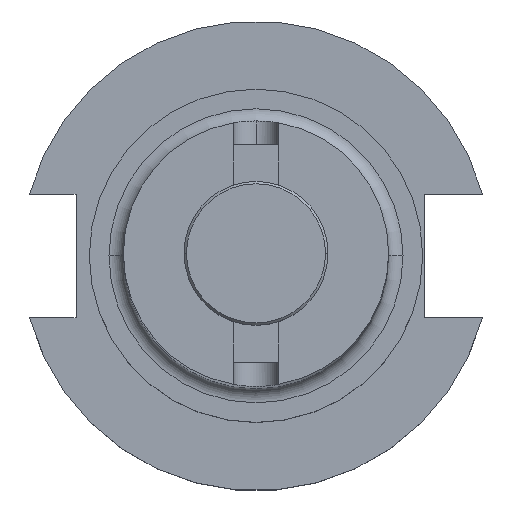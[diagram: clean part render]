
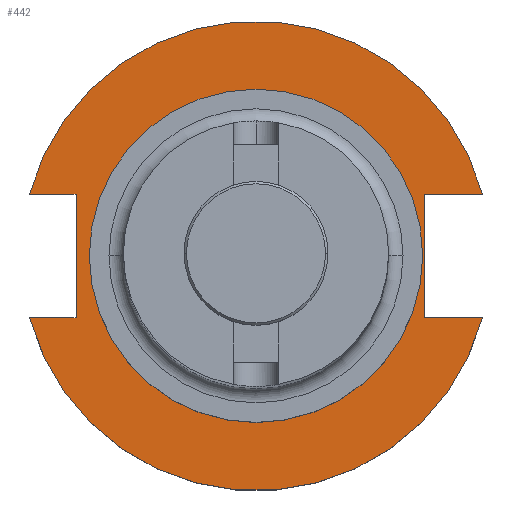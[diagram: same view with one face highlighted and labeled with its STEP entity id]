
A CAD part, top view. The second image highlights one B-rep face of the part: STEP entity #442.
In plain terms, the highlighted planar face has unit normal (0, 0, 1).
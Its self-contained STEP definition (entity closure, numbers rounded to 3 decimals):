
#9 = LINE ( 'NONE', #1976, #1169 ) ;
#44 = EDGE_LOOP ( 'NONE', ( #393, #1559 ) ) ;
#57 = ORIENTED_EDGE ( 'NONE', *, *, #2410, .T. ) ;
#84 = ORIENTED_EDGE ( 'NONE', *, *, #2485, .T. ) ;
#89 = ORIENTED_EDGE ( 'NONE', *, *, #768, .F. ) ;
#114 = EDGE_CURVE ( 'NONE', #386, #562, #2293, .T. ) ;
#139 = VERTEX_POINT ( 'NONE', #1232 ) ;
#143 = DIRECTION ( 'NONE',  ( 0., 0., 1. ) ) ;
#191 = VECTOR ( 'NONE', #971, 1000. ) ;
#193 = CIRCLE ( 'NONE', #1570, 34.925 ) ;
#212 = ORIENTED_EDGE ( 'NONE', *, *, #503, .F. ) ;
#213 = FACE_OUTER_BOUND ( 'NONE', #2061, .T. ) ;
#261 = VERTEX_POINT ( 'NONE', #1081 ) ;
#264 = DIRECTION ( 'NONE',  ( 1., 0., 0. ) ) ;
#274 = CARTESIAN_POINT ( 'NONE',  ( 0., 0., 19.05 ) ) ;
#315 = VERTEX_POINT ( 'NONE', #1631 ) ;
#386 = VERTEX_POINT ( 'NONE', #1309 ) ;
#393 = ORIENTED_EDGE ( 'NONE', *, *, #980, .F. ) ;
#442 = ADVANCED_FACE ( 'NONE', ( #2221, #213 ), #640, .T. ) ;
#470 = DIRECTION ( 'NONE',  ( 1., 0., 0. ) ) ;
#482 = ORIENTED_EDGE ( 'NONE', *, *, #496, .F. ) ;
#496 = EDGE_CURVE ( 'NONE', #261, #386, #723, .T. ) ;
#503 = EDGE_CURVE ( 'NONE', #562, #1193, #1501, .T. ) ;
#545 = AXIS2_PLACEMENT_3D ( 'NONE', #900, #2418, #2231 ) ;
#562 = VERTEX_POINT ( 'NONE', #1264 ) ;
#564 = CARTESIAN_POINT ( 'NONE',  ( 34.925, 0., 19.05 ) ) ;
#624 = EDGE_CURVE ( 'NONE', #2097, #1802, #193, .T. ) ;
#640 = PLANE ( 'NONE',  #1111 ) ;
#658 = DIRECTION ( 'NONE',  ( 0., 0., 1. ) ) ;
#682 = CARTESIAN_POINT ( 'NONE',  ( 0., 0., 19.05 ) ) ;
#703 = ORIENTED_EDGE ( 'NONE', *, *, #1783, .F. ) ;
#711 = VERTEX_POINT ( 'NONE', #1089 ) ;
#723 = LINE ( 'NONE', #1394, #2151 ) ;
#727 = CIRCLE ( 'NONE', #1931, 34.925 ) ;
#753 = VECTOR ( 'NONE', #1524, 1000. ) ;
#768 = EDGE_CURVE ( 'NONE', #139, #315, #9, .T. ) ;
#822 = CARTESIAN_POINT ( 'NONE',  ( -34.925, 0., 19.05 ) ) ;
#823 = CARTESIAN_POINT ( 'NONE',  ( 0., 49.212, 19.05 ) ) ;
#838 = DIRECTION ( 'NONE',  ( 0., 0., 1. ) ) ;
#862 = DIRECTION ( 'NONE',  ( 1., 0., 0. ) ) ;
#879 = DIRECTION ( 'NONE',  ( 0., 0., 1. ) ) ;
#900 = CARTESIAN_POINT ( 'NONE',  ( 0., 0., 19.05 ) ) ;
#932 = DIRECTION ( 'NONE',  ( 1., 0., 0. ) ) ;
#953 = CIRCLE ( 'NONE', #2286, 49.212 ) ;
#959 = CARTESIAN_POINT ( 'NONE',  ( 35.306, 12.954, 19.05 ) ) ;
#971 = DIRECTION ( 'NONE',  ( 0., 1., 0. ) ) ;
#980 = EDGE_CURVE ( 'NONE', #1802, #2097, #727, .T. ) ;
#1007 = EDGE_CURVE ( 'NONE', #711, #1676, #1714, .T. ) ;
#1081 = CARTESIAN_POINT ( 'NONE',  ( -47.477, -12.954, 19.05 ) ) ;
#1086 = CARTESIAN_POINT ( 'NONE',  ( 35.306, 12.954, 19.05 ) ) ;
#1089 = CARTESIAN_POINT ( 'NONE',  ( 47.477, 12.954, 19.05 ) ) ;
#1111 = AXIS2_PLACEMENT_3D ( 'NONE', #823, #838, #264 ) ;
#1118 = CARTESIAN_POINT ( 'NONE',  ( 0., 0., 19.05 ) ) ;
#1169 = VECTOR ( 'NONE', #1407, 1000. ) ;
#1193 = VERTEX_POINT ( 'NONE', #2457 ) ;
#1232 = CARTESIAN_POINT ( 'NONE',  ( 35.306, -12.954, 19.05 ) ) ;
#1264 = CARTESIAN_POINT ( 'NONE',  ( -37.719, 12.954, 19.05 ) ) ;
#1309 = CARTESIAN_POINT ( 'NONE',  ( -37.719, -12.954, 19.05 ) ) ;
#1394 = CARTESIAN_POINT ( 'NONE',  ( -63.719, -12.954, 19.05 ) ) ;
#1407 = DIRECTION ( 'NONE',  ( 1., 0., 0. ) ) ;
#1470 = LINE ( 'NONE', #2067, #2128 ) ;
#1501 = LINE ( 'NONE', #2014, #1640 ) ;
#1524 = DIRECTION ( 'NONE',  ( -1., 0., 0. ) ) ;
#1559 = ORIENTED_EDGE ( 'NONE', *, *, #624, .F. ) ;
#1570 = AXIS2_PLACEMENT_3D ( 'NONE', #682, #658, #862 ) ;
#1631 = CARTESIAN_POINT ( 'NONE',  ( 47.477, -12.954, 19.05 ) ) ;
#1640 = VECTOR ( 'NONE', #2208, 1000. ) ;
#1676 = VERTEX_POINT ( 'NONE', #1086 ) ;
#1695 = DIRECTION ( 'NONE',  ( 0., -1., 0. ) ) ;
#1713 = CARTESIAN_POINT ( 'NONE',  ( -37.719, 12.954, 19.05 ) ) ;
#1714 = LINE ( 'NONE', #959, #753 ) ;
#1783 = EDGE_CURVE ( 'NONE', #1676, #139, #1470, .T. ) ;
#1795 = DIRECTION ( 'NONE',  ( 1., 0., 0. ) ) ;
#1802 = VERTEX_POINT ( 'NONE', #564 ) ;
#1931 = AXIS2_PLACEMENT_3D ( 'NONE', #1118, #143, #932 ) ;
#1976 = CARTESIAN_POINT ( 'NONE',  ( 35.306, -12.954, 19.05 ) ) ;
#2014 = CARTESIAN_POINT ( 'NONE',  ( -63.719, 12.954, 19.05 ) ) ;
#2061 = EDGE_LOOP ( 'NONE', ( #84, #89, #703, #2292, #57, #212, #2087, #482 ) ) ;
#2067 = CARTESIAN_POINT ( 'NONE',  ( 35.306, 12.954, 19.05 ) ) ;
#2087 = ORIENTED_EDGE ( 'NONE', *, *, #114, .F. ) ;
#2097 = VERTEX_POINT ( 'NONE', #822 ) ;
#2128 = VECTOR ( 'NONE', #1695, 1000. ) ;
#2151 = VECTOR ( 'NONE', #1795, 1000. ) ;
#2208 = DIRECTION ( 'NONE',  ( -1., 0., 0. ) ) ;
#2221 = FACE_BOUND ( 'NONE', #44, .T. ) ;
#2231 = DIRECTION ( 'NONE',  ( 1., 0., 0. ) ) ;
#2286 = AXIS2_PLACEMENT_3D ( 'NONE', #274, #879, #470 ) ;
#2292 = ORIENTED_EDGE ( 'NONE', *, *, #1007, .F. ) ;
#2293 = LINE ( 'NONE', #1713, #191 ) ;
#2333 = CIRCLE ( 'NONE', #545, 49.212 ) ;
#2410 = EDGE_CURVE ( 'NONE', #711, #1193, #2333, .T. ) ;
#2418 = DIRECTION ( 'NONE',  ( 0., 0., 1. ) ) ;
#2457 = CARTESIAN_POINT ( 'NONE',  ( -47.477, 12.954, 19.05 ) ) ;
#2485 = EDGE_CURVE ( 'NONE', #261, #315, #953, .T. ) ;
